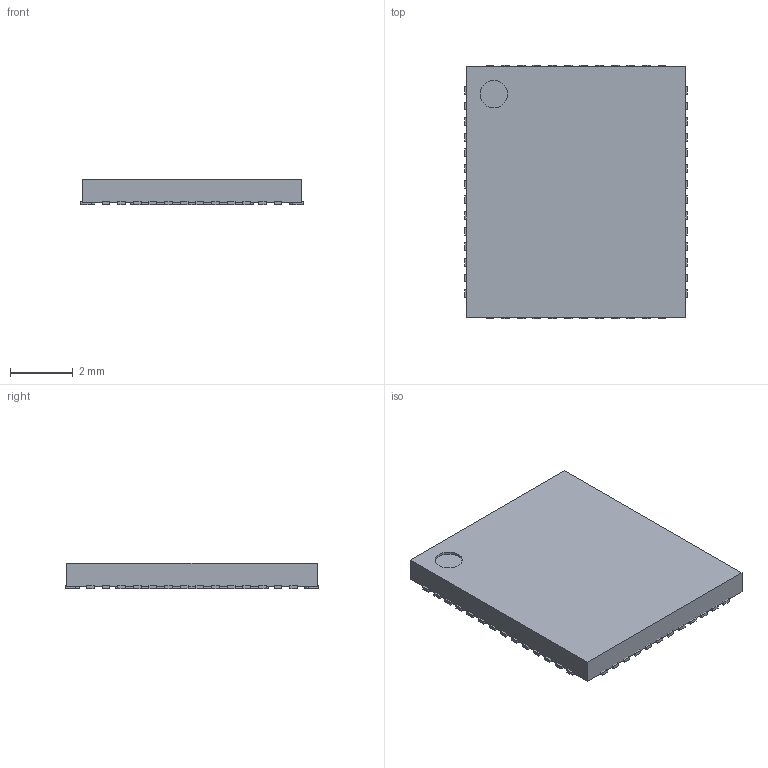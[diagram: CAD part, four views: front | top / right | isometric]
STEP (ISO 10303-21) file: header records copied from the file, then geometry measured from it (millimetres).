
FILE_DESCRIPTION(('FreeCAD Model'),'2;1');
FILE_NAME('12087888.1.1.stp','2020-07-31T16:17:11',( 'Author'),(''),'Open CASCADE STEP processor 6.9','FreeCAD','Unknown' );
FILE_SCHEMA(('AUTOMOTIVE_DESIGN { 1 0 10303 214 1 1 1 1 }'));
Length unit declared in the file: millimetre
Products named in the file (5): ASSEMBLY; Body; ThermalPin; PinsArrayLR; PinsArrayTB
Assembly tree (4 placements, depth 2):
  ASSEMBLY
    Body
    ThermalPin
    PinsArrayLR
    PinsArrayTB
Bounding box: 7.1 x 8.1 x 0.8 mm (x, y, z)
Volume: 44.4 mm3; surface area: 192.4 mm2
Topology: 54 solids, 54 shells, 326 faces, 651 edges, 434 vertices
Faces by surface type: plane 273, cylinder 53
Full cylindrical faces by diameter (mm): 0.875 x1
Entity records: 17448 total; most frequent: CARTESIAN_POINT 3030, DIRECTION 2669, LINE 1741, VECTOR 1741, ORIENTED_EDGE 1302, PCURVE 1302, DEFINITIONAL_REPRESENTATION 1302, EDGE_CURVE 651
